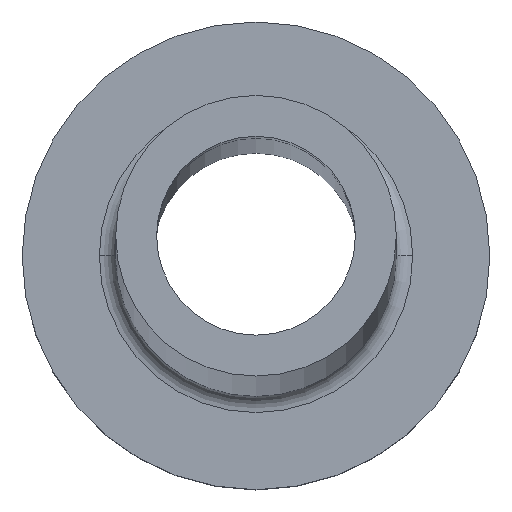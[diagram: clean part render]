
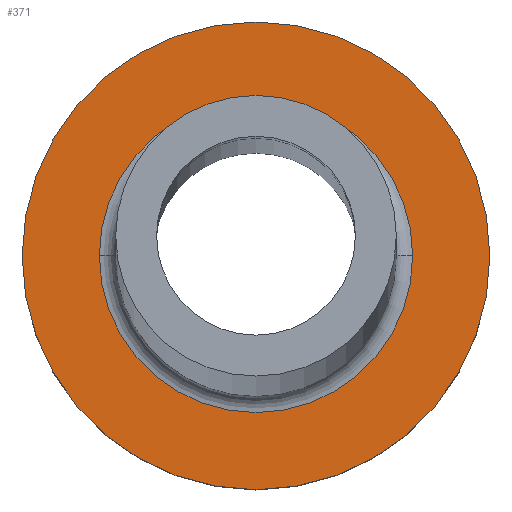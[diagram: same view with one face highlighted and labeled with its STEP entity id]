
A CAD part, top view. The second image highlights one B-rep face of the part: STEP entity #371.
In plain terms, the highlighted planar face has unit normal (0, 0, 1).
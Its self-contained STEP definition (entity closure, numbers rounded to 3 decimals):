
#2 = CARTESIAN_POINT ( 'NONE',  ( 10., 0., 7. ) ) ;
#7 = FACE_BOUND ( 'NONE', #180, .T. ) ;
#8 = CARTESIAN_POINT ( 'NONE',  ( 0., 0., 7. ) ) ;
#41 = DIRECTION ( 'NONE',  ( 0., 0., 1. ) ) ;
#51 = EDGE_CURVE ( 'NONE', #357, #85, #210, .T. ) ;
#64 = EDGE_CURVE ( 'NONE', #85, #357, #236, .T. ) ;
#68 = EDGE_CURVE ( 'NONE', #349, #177, #102, .T. ) ;
#76 = EDGE_LOOP ( 'NONE', ( #241, #153 ) ) ;
#79 = DIRECTION ( 'NONE',  ( 1., 0., 0. ) ) ;
#85 = VERTEX_POINT ( 'NONE', #93 ) ;
#92 = DIRECTION ( 'NONE',  ( 1., 0., 0. ) ) ;
#93 = CARTESIAN_POINT ( 'NONE',  ( 6.7, 0., 7. ) ) ;
#102 = CIRCLE ( 'NONE', #224, 10. ) ;
#128 = DIRECTION ( 'NONE',  ( 0., 0., 1. ) ) ;
#149 = AXIS2_PLACEMENT_3D ( 'NONE', #226, #362, #302 ) ;
#153 = ORIENTED_EDGE ( 'NONE', *, *, #68, .T. ) ;
#155 = DIRECTION ( 'NONE',  ( 1., 0., 0. ) ) ;
#177 = VERTEX_POINT ( 'NONE', #215 ) ;
#180 = EDGE_LOOP ( 'NONE', ( #421, #255 ) ) ;
#192 = DIRECTION ( 'NONE',  ( 1., 0., 0. ) ) ;
#210 = CIRCLE ( 'NONE', #149, 6.7 ) ;
#215 = CARTESIAN_POINT ( 'NONE',  ( -10., 0., 7. ) ) ;
#224 = AXIS2_PLACEMENT_3D ( 'NONE', #8, #326, #155 ) ;
#226 = CARTESIAN_POINT ( 'NONE',  ( 0., 0., 7. ) ) ;
#236 = CIRCLE ( 'NONE', #247, 6.7 ) ;
#241 = ORIENTED_EDGE ( 'NONE', *, *, #339, .T. ) ;
#246 = CARTESIAN_POINT ( 'NONE',  ( -6.7, 0., 7. ) ) ;
#247 = AXIS2_PLACEMENT_3D ( 'NONE', #263, #435, #192 ) ;
#255 = ORIENTED_EDGE ( 'NONE', *, *, #51, .T. ) ;
#263 = CARTESIAN_POINT ( 'NONE',  ( 0., 0., 7. ) ) ;
#302 = DIRECTION ( 'NONE',  ( 1., 0., 0. ) ) ;
#326 = DIRECTION ( 'NONE',  ( 0., 0., 1. ) ) ;
#331 = FACE_OUTER_BOUND ( 'NONE', #76, .T. ) ;
#339 = EDGE_CURVE ( 'NONE', #177, #349, #341, .T. ) ;
#341 = CIRCLE ( 'NONE', #365, 10. ) ;
#349 = VERTEX_POINT ( 'NONE', #2 ) ;
#357 = VERTEX_POINT ( 'NONE', #246 ) ;
#362 = DIRECTION ( 'NONE',  ( 0., 0., -1. ) ) ;
#365 = AXIS2_PLACEMENT_3D ( 'NONE', #392, #41, #79 ) ;
#371 = ADVANCED_FACE ( 'NONE', ( #7, #331 ), #434, .T. ) ;
#392 = CARTESIAN_POINT ( 'NONE',  ( 0., 0., 7. ) ) ;
#421 = ORIENTED_EDGE ( 'NONE', *, *, #64, .T. ) ;
#424 = AXIS2_PLACEMENT_3D ( 'NONE', #432, #128, #92 ) ;
#432 = CARTESIAN_POINT ( 'NONE',  ( 0., 0., 7. ) ) ;
#434 = PLANE ( 'NONE',  #424 ) ;
#435 = DIRECTION ( 'NONE',  ( 0., 0., -1. ) ) ;
